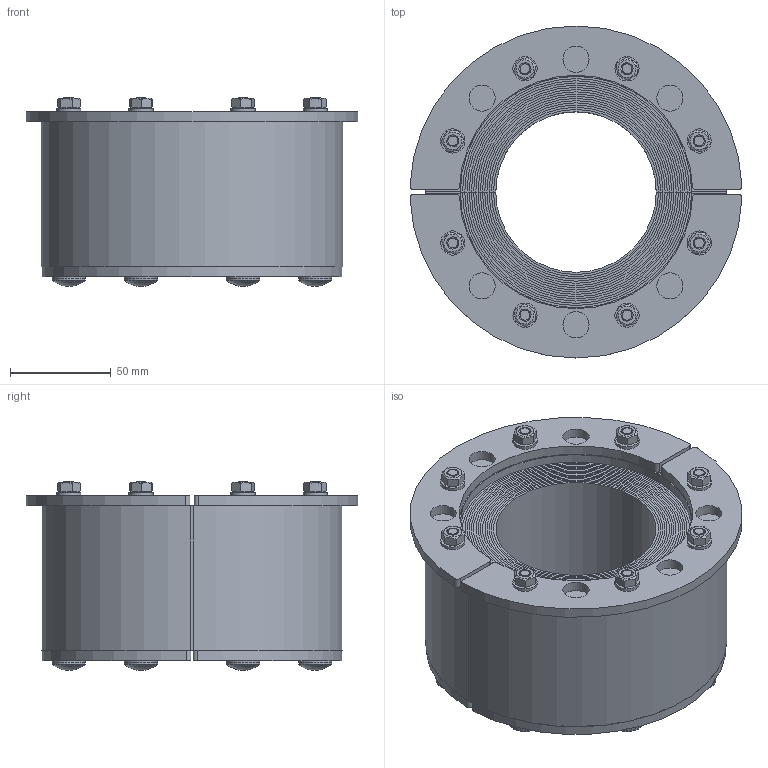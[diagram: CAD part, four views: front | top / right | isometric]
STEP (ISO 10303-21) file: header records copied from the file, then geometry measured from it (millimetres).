
FILE_DESCRIPTION((''),'2;1');
FILE_NAME('RSUG150WOC.stp','2016-02-05T08:46:10',('se-mareng'),(''),'Autodesk Inventor 2013','Autodesk Inventor 2013','');
FILE_SCHEMA(('AUTOMOTIVE_DESIGN { 1 0 10303 214 1 1 1 1 }'));
Length unit declared in the file: millimetre
Products named in the file (10): 100-055740; 100-055741; 100-055745; 100-055744; 100-055742; DIN 603 M6 x 90; ISO 4032 M6; ISO 7089 6 - 140 HV; 100-006387; 100-055743
Assembly tree (40 placements, depth 3):
  100-055740
    100-055741  x2
      100-055745
      100-055744
    100-055742  x2
    DIN 603 M6 x 90  x8
    ISO 4032 M6  x8
    ISO 7089 6 - 140 HV  x8
    100-006387  x8
    100-055743  x2
Bounding box: 164.89 x 165 x 93.79 mm (x, y, z)
Volume: 963263.7 mm3; surface area: 792494.8 mm2
Topology: 70 solids, 70 shells, 1872 faces, 4772 edges, 3160 vertices
Faces by surface type: plane 1318, bspline 264, cylinder 210, cone 72, sphere 8
Full cylindrical faces by diameter (mm): 4.917 x8, 5.5 x8, 6 x8, 6.2 x8, 6.4 x8, 12 x8, 13 x6, 16.5 x8, 16.55 x8
Entity records: 26307 total; most frequent: CARTESIAN_POINT 6181, ORIENTED_EDGE 4250, DIRECTION 3503, EDGE_CURVE 2125, VECTOR 1659, LINE 1659, VERTEX_POINT 1428, EDGE_LOOP 937
